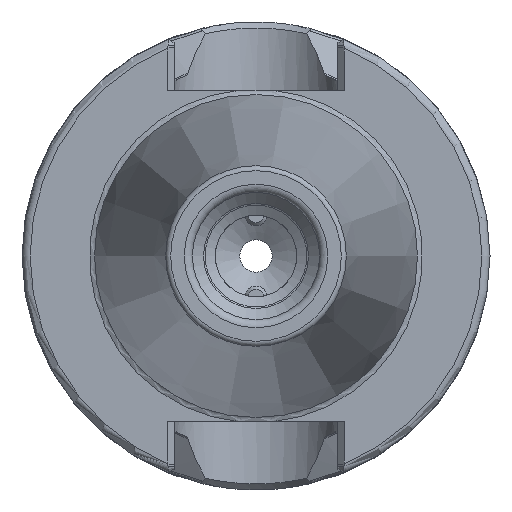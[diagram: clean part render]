
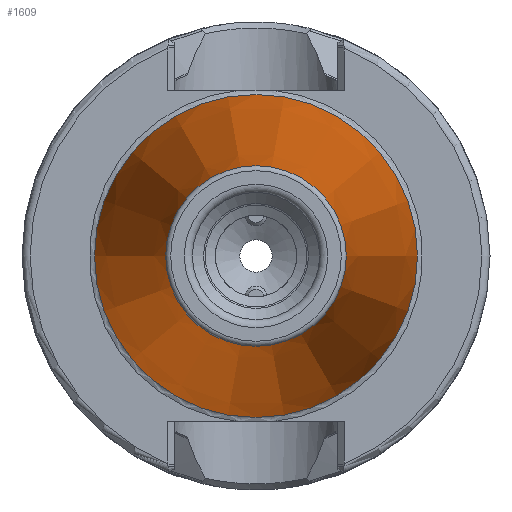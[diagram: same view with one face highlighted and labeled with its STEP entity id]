
A CAD part, left-side view. The second image highlights one B-rep face of the part: STEP entity #1609.
In plain terms, the highlighted conical face has half-angle 8.297 degrees and reference radius 12.377 mm.
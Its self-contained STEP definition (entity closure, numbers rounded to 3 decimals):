
#192=LINE('',#3628,#282);
#282=VECTOR('',#2195,12.377);
#372=FACE_OUTER_BOUND('',#468,.T.);
#468=EDGE_LOOP('',(#1411,#1412,#1413,#1414,#1415));
#555=CIRCLE('',#1824,8.879);
#556=CIRCLE('',#1825,8.879);
#559=CIRCLE('',#1829,15.875);
#759=VERTEX_POINT('',#3618);
#760=VERTEX_POINT('',#3619);
#762=VERTEX_POINT('',#3626);
#983=EDGE_CURVE('',#759,#760,#555,.T.);
#984=EDGE_CURVE('',#760,#759,#556,.T.);
#987=EDGE_CURVE('',#762,#762,#559,.T.);
#988=EDGE_CURVE('',#762,#759,#192,.T.);
#1411=ORIENTED_EDGE('',*,*,#987,.F.);
#1412=ORIENTED_EDGE('',*,*,#988,.T.);
#1413=ORIENTED_EDGE('',*,*,#983,.T.);
#1414=ORIENTED_EDGE('',*,*,#984,.T.);
#1415=ORIENTED_EDGE('',*,*,#988,.F.);
#1535=CONICAL_SURFACE('',#1828,12.377,0.145);
#1609=ADVANCED_FACE('',(#372),#1535,.T.);
#1824=AXIS2_PLACEMENT_3D('',#3620,#2183,#2184);
#1825=AXIS2_PLACEMENT_3D('',#3621,#2185,#2186);
#1828=AXIS2_PLACEMENT_3D('',#3625,#2191,#2192);
#1829=AXIS2_PLACEMENT_3D('',#3627,#2193,#2194);
#2183=DIRECTION('center_axis',(1.,0.,0.));
#2184=DIRECTION('ref_axis',(0.,0.,-1.));
#2185=DIRECTION('center_axis',(1.,0.,0.));
#2186=DIRECTION('ref_axis',(0.,0.,-1.));
#2191=DIRECTION('center_axis',(1.,0.,0.));
#2192=DIRECTION('ref_axis',(0.,1.,0.));
#2193=DIRECTION('center_axis',(1.,0.,0.));
#2194=DIRECTION('ref_axis',(0.,0.,-1.));
#2195=DIRECTION('',(-0.99,0.144,0.));
#3618=CARTESIAN_POINT('',(-47.972,-8.879,0.));
#3619=CARTESIAN_POINT('',(-47.972,0.,8.879));
#3620=CARTESIAN_POINT('Origin',(-47.972,0.,
0.));
#3621=CARTESIAN_POINT('Origin',(-47.972,0.,
0.));
#3625=CARTESIAN_POINT('Origin',(-23.986,0.,
0.));
#3626=CARTESIAN_POINT('',(0.,-15.875,0.));
#3627=CARTESIAN_POINT('Origin',(0.,0.,
0.));
#3628=CARTESIAN_POINT('',(-23.986,-12.377,0.));
